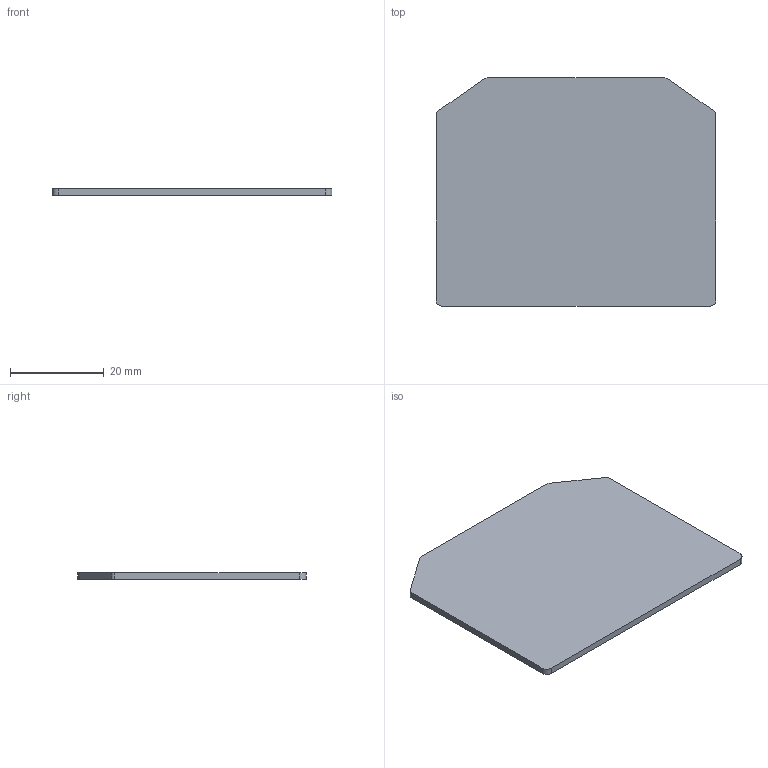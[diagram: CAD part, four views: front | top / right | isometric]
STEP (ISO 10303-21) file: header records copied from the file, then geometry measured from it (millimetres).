
FILE_DESCRIPTION (( 'STEP AP214' ), '1' );
FILE_NAME ('450379_NPP_PB25_Grey.STEP', '2015-05-27T14:20:44', ( '' ), ( '' ), 'SwSTEP 2.0', 'SolidWorks 2015', '' );
FILE_SCHEMA (( 'AUTOMOTIVE_DESIGN' ));
Length unit declared in the file: millimetre
Products named in the file (1): 450379_NPP_PB25_Grey
Bounding box: 59.8 x 48.86 x 1.4 mm (x, y, z)
Volume: 3977.8 mm3; surface area: 5970.5 mm2
Topology: 1 solids, 1 shells, 14 faces, 39 edges, 27 vertices
Faces by surface type: plane 8, cylinder 6
Entity records: 647 total; most frequent: DIRECTION 81, CARTESIAN_POINT 81, ORIENTED_EDGE 78, EDGE_CURVE 39, VECTOR 27, VERTEX_POINT 27, AXIS2_PLACEMENT_3D 27, LINE 27
